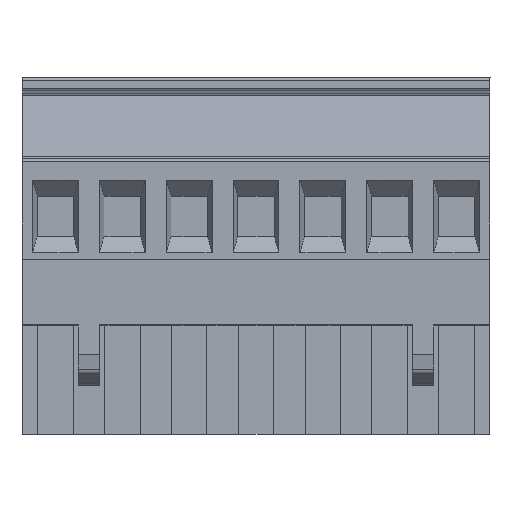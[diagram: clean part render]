
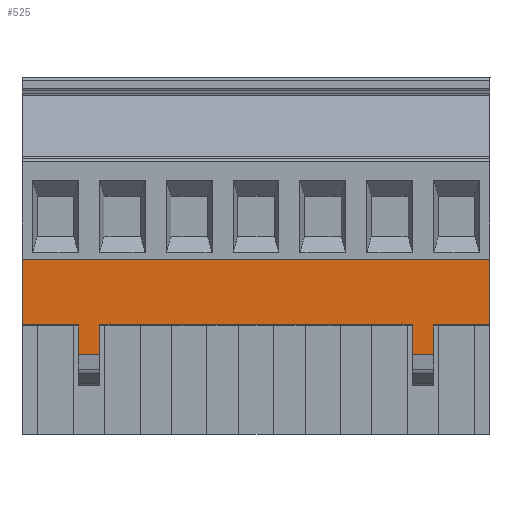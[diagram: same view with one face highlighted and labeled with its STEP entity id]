
A CAD part, top view. The second image highlights one B-rep face of the part: STEP entity #525.
In plain terms, the highlighted planar face has unit normal (0, 0, 1).
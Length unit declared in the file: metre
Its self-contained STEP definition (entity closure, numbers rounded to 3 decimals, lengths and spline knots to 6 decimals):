
#525=ADVANCED_FACE('',(#1193),#1194,.F.);
#1193=FACE_OUTER_BOUND('',#1976,.T.);
#1194=PLANE('',#1977);
#1976=EDGE_LOOP('',(#3486,#3487,#3488,#3489,#3490,#3491,#3492,#3493,#3494,#3495,#3496,#3497));
#1977=AXIS2_PLACEMENT_3D('',#3498,#3499,#3500);
#3486=ORIENTED_EDGE('',*,*,#5040,.T.);
#3487=ORIENTED_EDGE('',*,*,#5041,.T.);
#3488=ORIENTED_EDGE('',*,*,#4624,.F.);
#3489=ORIENTED_EDGE('',*,*,#4637,.T.);
#3490=ORIENTED_EDGE('',*,*,#5042,.T.);
#3491=ORIENTED_EDGE('',*,*,#4568,.F.);
#3492=ORIENTED_EDGE('',*,*,#5043,.T.);
#3493=ORIENTED_EDGE('',*,*,#5044,.T.);
#3494=ORIENTED_EDGE('',*,*,#5045,.T.);
#3495=ORIENTED_EDGE('',*,*,#5046,.T.);
#3496=ORIENTED_EDGE('',*,*,#5047,.T.);
#3497=ORIENTED_EDGE('',*,*,#4950,.F.);
#3498=CARTESIAN_POINT('',(0.127,0.,0.));
#3499=DIRECTION('',(0.,0.,-1.0));
#3500=DIRECTION('',(-1.0,0.0,0.));
#4568=EDGE_CURVE('',#5462,#5464,#5465,.T.);
#4624=EDGE_CURVE('',#5557,#5555,#5559,.T.);
#4637=EDGE_CURVE('',#5557,#5578,#5580,.T.);
#4950=EDGE_CURVE('',#6065,#6067,#6068,.T.);
#5040=EDGE_CURVE('',#6065,#6194,#6195,.T.);
#5041=EDGE_CURVE('',#6194,#5555,#6196,.T.);
#5042=EDGE_CURVE('',#5578,#5464,#6197,.T.);
#5043=EDGE_CURVE('',#5462,#6198,#6199,.T.);
#5044=EDGE_CURVE('',#6198,#6200,#6201,.T.);
#5045=EDGE_CURVE('',#6200,#6202,#6203,.T.);
#5046=EDGE_CURVE('',#6202,#6204,#6205,.T.);
#5047=EDGE_CURVE('',#6204,#6067,#6206,.T.);
#5462=VERTEX_POINT('',#6737);
#5464=VERTEX_POINT('',#6740);
#5465=LINE('',#6741,#6742);
#5555=VERTEX_POINT('',#6860);
#5557=VERTEX_POINT('',#6863);
#5559=LINE('',#6866,#6867);
#5578=VERTEX_POINT('',#6889);
#5580=LINE('',#6892,#6893);
#6065=VERTEX_POINT('',#7593);
#6067=VERTEX_POINT('',#7596);
#6068=LINE('',#7597,#7598);
#6194=VERTEX_POINT('',#7765);
#6195=LINE('',#7766,#7767);
#6196=LINE('',#7768,#7769);
#6197=LINE('',#7770,#7771);
#6198=VERTEX_POINT('',#7772);
#6199=LINE('',#7773,#7774);
#6200=VERTEX_POINT('',#7775);
#6201=LINE('',#7776,#7777);
#6202=VERTEX_POINT('',#7778);
#6203=LINE('',#7779,#7780);
#6204=VERTEX_POINT('',#7781);
#6205=LINE('',#7782,#7783);
#6206=LINE('',#7784,#7785);
#6737=CARTESIAN_POINT('',(0.03556,0.005,0.));
#6740=CARTESIAN_POINT('',(0.03556,0.,0.));
#6741=CARTESIAN_POINT('',(0.03556,0.,0.));
#6742=VECTOR('',#8306,1.0);
#6860=CARTESIAN_POINT('',(0.02968,-0.002241,0.));
#6863=CARTESIAN_POINT('',(0.03128,-0.002241,0.));
#6866=CARTESIAN_POINT('',(0.03556,-0.002241,0.));
#6867=VECTOR('',#8391,1.0);
#6889=CARTESIAN_POINT('',(0.03128,0.,0.));
#6892=CARTESIAN_POINT('',(0.03128,-0.003254,0.));
#6893=VECTOR('',#8411,1.0);
#7593=CARTESIAN_POINT('',(0.00588,0.,0.));
#7596=CARTESIAN_POINT('',(0.00588,-0.002241,0.));
#7597=CARTESIAN_POINT('',(0.00588,0.,0.));
#7598=VECTOR('',#8731,1.0);
#7765=CARTESIAN_POINT('',(0.02968,0.,0.));
#7766=CARTESIAN_POINT('',(0.13208,0.,0.));
#7767=VECTOR('',#8833,1.0);
#7768=CARTESIAN_POINT('',(0.02968,0.,0.));
#7769=VECTOR('',#8834,1.0);
#7770=CARTESIAN_POINT('',(0.04572,0.,0.));
#7771=VECTOR('',#8835,1.0);
#7772=CARTESIAN_POINT('',(0.,0.005,0.));
#7773=CARTESIAN_POINT('',(0.127002,0.005,0.));
#7774=VECTOR('',#8836,1.0);
#7775=CARTESIAN_POINT('',(0.,0.,0.));
#7776=CARTESIAN_POINT('',(0.,0.0,0.));
#7777=VECTOR('',#8837,1.0);
#7778=CARTESIAN_POINT('',(0.00428,0.,0.));
#7779=CARTESIAN_POINT('',(0.0254,0.,0.));
#7780=VECTOR('',#8838,1.0);
#7781=CARTESIAN_POINT('',(0.00428,-0.002241,0.));
#7782=CARTESIAN_POINT('',(0.00428,-0.003254,0.));
#7783=VECTOR('',#8839,1.0);
#7784=CARTESIAN_POINT('',(0.03048,-0.002241,0.));
#7785=VECTOR('',#8840,1.0);
#8306=DIRECTION('',(0.,-1.0,0.));
#8391=DIRECTION('',(-1.0,0.,0.));
#8411=DIRECTION('',(0.,1.0,0.));
#8731=DIRECTION('',(0.,-1.0,0.));
#8833=DIRECTION('',(1.0,0.,0.));
#8834=DIRECTION('',(0.,-1.0,0.));
#8835=DIRECTION('',(1.0,0.,0.));
#8836=DIRECTION('',(-1.0,0.,0.));
#8837=DIRECTION('',(0.,-1.0,0.));
#8838=DIRECTION('',(1.0,0.,0.));
#8839=DIRECTION('',(0.,-1.0,0.));
#8840=DIRECTION('',(1.0,0.,0.));
